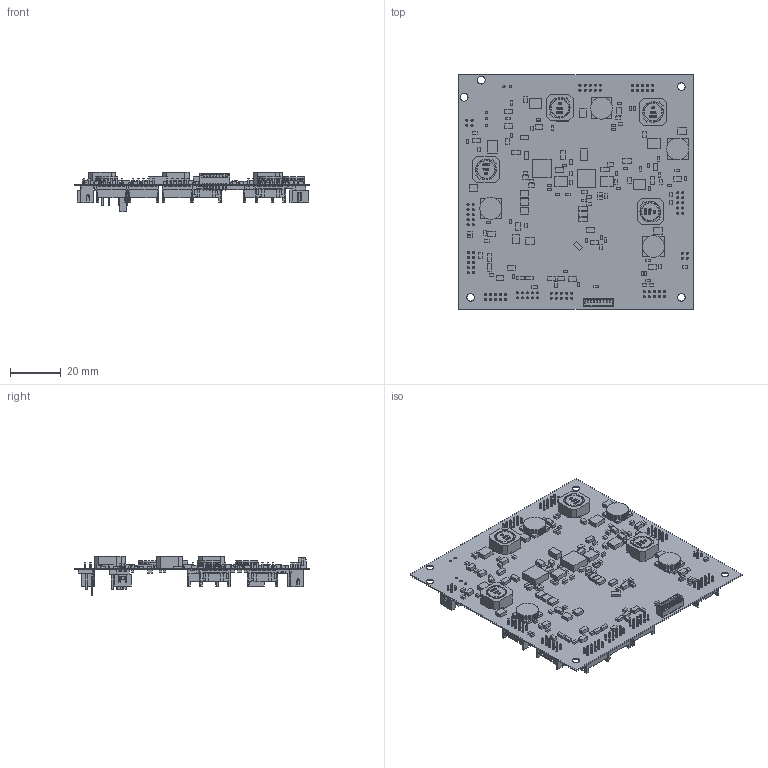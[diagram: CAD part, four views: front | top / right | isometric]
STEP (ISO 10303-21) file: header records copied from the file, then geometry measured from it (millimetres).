
FILE_DESCRIPTION(('Open CASCADE Model'),'2;1');
FILE_NAME('Open CASCADE Shape Model','2019-05-14T19:09:07',('Author'),( 'Open CASCADE'),'Open CASCADE STEP processor 6.8','Open CASCADE 6.8' ,'Unknown');
FILE_SCHEMA(('AUTOMOTIVE_DESIGN { 1 0 10303 214 1 1 1 1 }'));
Length unit declared in the file: millimetre
Products named in the file (274): PCB; Board; BATPACK; User_Library-Hirose_-_DF11-10DP-2DSA(24)_(Shrouded_Header_2mm,_10_Pin); L2; User_Library-B82464G4; L7; 5991198016; Extruded; 5991197632; OBC; COMM; ADCS; Q7a; 5991194176; C59; 5991193984; Q2b; 5991193792; R54; 5991193600; Q2a; C50; 5991193408; C54; Q6b; Q6a; UMB; 878310441; Open CASCADE STEP translator 6.8 1.17.1.1; Open CASCADE STEP translator 6.8 1.17.1.2; P1; User_Library-molex_53047; CB1; 5991197056; 5991196864; 5991196096; Bottom; Left; Right ...
Assembly tree (449 placements, depth 4):
  PCB
    Board
    BATPACK
      User_Library-Hirose_-_DF11-10DP-2DSA(24)_(Shrouded_Header_2mm,_10_Pin)
    L2
      User_Library-B82464G4
    L7
      5991198016
        Extruded
      5991197632
        Extruded
    OBC
      User_Library-Hirose_-_DF11-10DP-2DSA(24)_(Shrouded_Header_2mm,_10_Pin)
    COMM
      User_Library-Hirose_-_DF11-10DP-2DSA(24)_(Shrouded_Header_2mm,_10_Pin)
    ADCS
      User_Library-Hirose_-_DF11-10DP-2DSA(24)_(Shrouded_Header_2mm,_10_Pin)
    Q7a
      5991194176
        Extruded
    C59
      5991193984
        Extruded
    Q2b
      5991193792
        Extruded
    R54
      5991193600
        Extruded
    Q2a
      5991193792
        Extruded
    C50
      5991193408
        Extruded
    C54
      5991193984
        Extruded
    Q6b
      5991194176
        Extruded
    Q6a
      5991194176
        Extruded
    UMB
      878310441
        Open CASCADE STEP translator 6.8 1.17.1.1
        Open CASCADE STEP translator 6.8 1.17.1.2
    P1
      User_Library-molex_53047
    CB1
      5991197056
        Extruded
      5991196864
        Extruded
      5991196096  x3
        Extruded
    Bottom
      User_Library-Hirose_-_DF11-10DP-2DSA(24)_(Shrouded_Header_2mm,_10_Pin)
    Left
Bounding box: 92.5 x 92.5 x 15.46 mm (x, y, z)
Volume: 10238.5 mm3; surface area: 30627.2 mm2
Topology: 343 solids, 343 shells, 5158 faces, 12476 edges, 8023 vertices
Faces by surface type: plane 4452, bspline 392, cylinder 274, torus 40
Full cylindrical faces by diameter (mm): 0.55 x7, 0.6 x1, 0.8 x98, 0.9 x5, 3 x5
Entity records: 53207 total; most frequent: CARTESIAN_POINT 13342, DIRECTION 6499, ORIENTED_EDGE 6354, EDGE_CURVE 3177, LINE 2683, VECTOR 2683, VERTEX_POINT 2047, AXIS2_PLACEMENT_3D 1908
